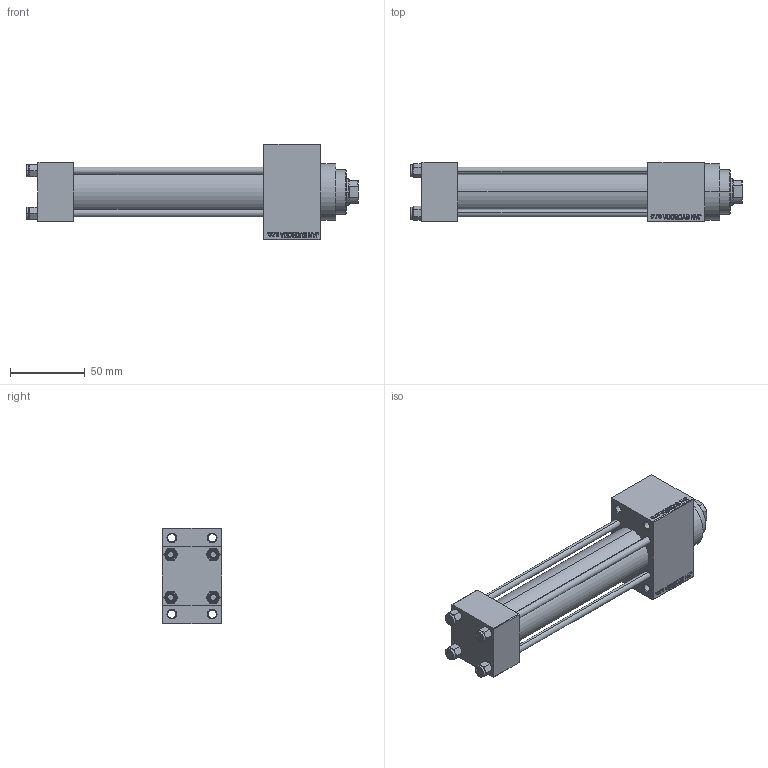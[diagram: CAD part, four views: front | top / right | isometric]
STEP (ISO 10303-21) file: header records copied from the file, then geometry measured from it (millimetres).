
FILE_DESCRIPTION (( 'STEP AP203' ), '1' );
FILE_NAME ('840e.STEP', '2022-04-15T10:59:28', ( '' ), ( '' ), 'SwSTEP 2.0', 'SolidWorks 2019', '' );
FILE_SCHEMA (( 'CONFIG_CONTROL_DESIGN' ));
Length unit declared in the file: millimetre
Products named in the file (6): NUT_M5_D e0cd60973d5d53d67770cd34f9e74a0c; V215CR_VCP_D e0cd60973d5d53d67770cd34f9e74a0c; V215CR_D_TYCINKA e0cd60973d5d53d67770cd34f9e74a0c; V215_VC_A e0cd60973d5d53d67770cd34f9e74a0c; 840e; V215CR_D_Body e0cd60973d5d53d67770cd34f9e74a0c
Assembly tree (11 placements, depth 2):
  840e
    V215CR_D_Body e0cd60973d5d53d67770cd34f9e74a0c
    V215CR_VCP_D e0cd60973d5d53d67770cd34f9e74a0c
    NUT_M5_D e0cd60973d5d53d67770cd34f9e74a0c  x4
    V215CR_D_TYCINKA e0cd60973d5d53d67770cd34f9e74a0c  x4
    V215_VC_A e0cd60973d5d53d67770cd34f9e74a0c
Bounding box: 222 x 40 x 64 mm (x, y, z)
Volume: 228426.1 mm3; surface area: 87759.1 mm2
Topology: 11 solids, 11 shells, 1102 faces, 2742 edges, 1773 vertices
Faces by surface type: plane 495, bspline 368, cone 144, cylinder 87, torus 8
Entity records: 47104 total; most frequent: CARTESIAN_POINT 25028, ORIENTED_EDGE 4976, DIRECTION 3180, EDGE_CURVE 2488, VERTEX_POINT 1629, VECTOR 1502, LINE 1502, EDGE_LOOP 1113
